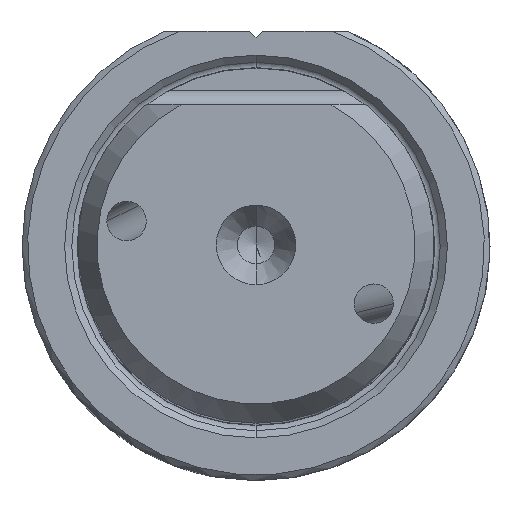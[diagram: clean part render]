
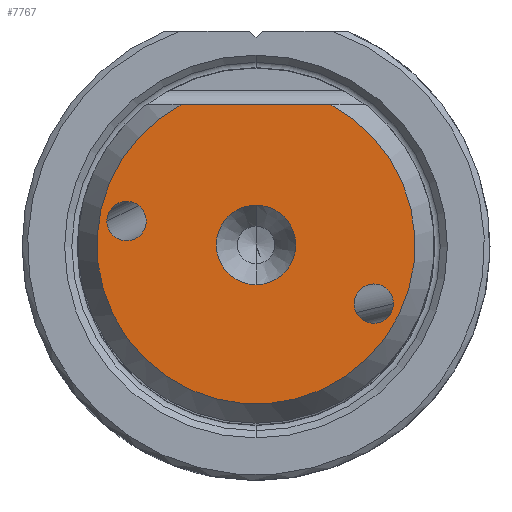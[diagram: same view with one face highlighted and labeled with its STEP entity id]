
A CAD part, top view. The second image highlights one B-rep face of the part: STEP entity #7767.
In plain terms, the highlighted planar face has unit normal (0, 0, 1).
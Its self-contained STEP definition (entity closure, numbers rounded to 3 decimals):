
#1890=CARTESIAN_POINT('',(7.343,-3.136,50.8));
#1891=CARTESIAN_POINT('',(7.343,-3.383,50.8));
#1892=CARTESIAN_POINT('',(7.186,-3.82,50.8));
#1893=CARTESIAN_POINT('',(6.68,-4.142,50.8));
#1894=CARTESIAN_POINT('',(6.291,-4.209,50.8));
#1895=CARTESIAN_POINT('',(5.903,-4.142,50.8));
#1896=CARTESIAN_POINT('',(5.397,-3.821,50.8));
#1897=CARTESIAN_POINT('',(5.24,-3.385,50.8));
#1898=CARTESIAN_POINT('',(5.24,-3.137,50.8));
#1926=CARTESIAN_POINT('',(5.24,-3.137,50.8));
#1927=CARTESIAN_POINT('',(5.24,-2.89,50.8));
#1928=CARTESIAN_POINT('',(5.397,-2.453,50.8));
#1929=CARTESIAN_POINT('',(5.903,-2.131,50.8));
#1930=CARTESIAN_POINT('',(6.291,-2.064,50.8));
#1931=CARTESIAN_POINT('',(6.68,-2.131,50.8));
#1932=CARTESIAN_POINT('',(7.186,-2.452,50.8));
#1933=CARTESIAN_POINT('',(7.343,-2.888,50.8));
#1934=CARTESIAN_POINT('',(7.343,-3.136,50.8));
#1946=DIRECTION('',(1.,0.,0.));
#1947=VECTOR('',#1946,7.893);
#1948=CARTESIAN_POINT('',(-3.947,7.525,50.8));
#1949=LINE('',#1948,#1947);
#1953=CARTESIAN_POINT('',(0.,0.,50.8));
#1954=DIRECTION('',(0.,0.,-1.));
#1955=DIRECTION('',(0.464,0.886,0.));
#1956=AXIS2_PLACEMENT_3D('',#1953,#1954,#1955);
#1961=CARTESIAN_POINT('',(0.,0.,50.8));
#1962=DIRECTION('',(0.,0.,1.));
#1963=DIRECTION('',(0.,1.,0.));
#1964=AXIS2_PLACEMENT_3D('',#1961,#1962,#1963);
#1969=CARTESIAN_POINT('',(0.,0.,50.8));
#1970=DIRECTION('',(0.,0.,1.));
#1971=DIRECTION('',(0.,-1.,0.));
#1972=AXIS2_PLACEMENT_3D('',#1969,#1970,#1971);
#2001=CARTESIAN_POINT('',(-3.947,7.525,50.8));
#4569=CARTESIAN_POINT('',(-5.862,1.276,50.8));
#4570=CARTESIAN_POINT('',(-5.862,1.028,50.8));
#4571=CARTESIAN_POINT('',(-6.019,0.592,50.8));
#4572=CARTESIAN_POINT('',(-6.525,0.27,50.8));
#4573=CARTESIAN_POINT('',(-6.913,0.202,50.8));
#4574=CARTESIAN_POINT('',(-7.302,0.269,50.8));
#4575=CARTESIAN_POINT('',(-7.808,0.59,50.8));
#4576=CARTESIAN_POINT('',(-7.965,1.026,50.8));
#4577=CARTESIAN_POINT('',(-7.965,1.274,50.8));
#4597=CARTESIAN_POINT('',(-7.965,1.274,50.8));
#4598=CARTESIAN_POINT('',(-7.965,1.521,50.8));
#4599=CARTESIAN_POINT('',(-7.808,1.958,50.8));
#4600=CARTESIAN_POINT('',(-7.302,2.28,50.8));
#4601=CARTESIAN_POINT('',(-6.913,2.347,50.8));
#4602=CARTESIAN_POINT('',(-6.525,2.281,50.8));
#4603=CARTESIAN_POINT('',(-6.019,1.96,50.8));
#4604=CARTESIAN_POINT('',(-5.862,1.524,50.8));
#4605=CARTESIAN_POINT('',(-5.862,1.276,50.8));
#5278=VERTEX_POINT('',#2001);
#5279=CARTESIAN_POINT('',(3.947,7.525,50.8));
#5280=VERTEX_POINT('',#5279);
#5288=CARTESIAN_POINT('',(0.,2.125,50.8));
#5289=CARTESIAN_POINT('',(0.,-2.125,50.8));
#5290=VERTEX_POINT('',#5288);
#5291=VERTEX_POINT('',#5289);
#5292=VERTEX_POINT('',#4569);
#5293=VERTEX_POINT('',#4577);
#5294=VERTEX_POINT('',#1890);
#5295=VERTEX_POINT('',#1898);
#7740=CARTESIAN_POINT('',(0.,-0.493,50.8));
#7741=DIRECTION('',(0.,0.,1.));
#7742=DIRECTION('',(-1.,0.,0.));
#7743=AXIS2_PLACEMENT_3D('',#7740,#7741,#7742);
#7744=PLANE('',#7743);
#7746=ORIENTED_EDGE('',*,*,#7745,.T.);
#7748=ORIENTED_EDGE('',*,*,#7747,.T.);
#7749=EDGE_LOOP('',(#7746,#7748));
#7750=FACE_OUTER_BOUND('',#7749,.F.);
#7752=ORIENTED_EDGE('',*,*,#7751,.T.);
#7754=ORIENTED_EDGE('',*,*,#7753,.T.);
#7755=EDGE_LOOP('',(#7752,#7754));
#7756=FACE_BOUND('',#7755,.F.);
#7758=ORIENTED_EDGE('',*,*,#7757,.F.);
#7760=ORIENTED_EDGE('',*,*,#7759,.F.);
#7761=EDGE_LOOP('',(#7758,#7760));
#7762=FACE_BOUND('',#7761,.F.);
#7763=ORIENTED_EDGE('',*,*,#7704,.F.);
#7764=ORIENTED_EDGE('',*,*,#7727,.F.);
#7765=EDGE_LOOP('',(#7763,#7764));
#7766=FACE_BOUND('',#7765,.F.);
#1899=B_SPLINE_CURVE_WITH_KNOTS('',3,(#1890,#1891,#1892,#1893,#1894,#1895,#1896,
#1897,#1898),.UNSPECIFIED.,.F.,.F.,(4,1,1,1,1,1,4),(0.,0.25,0.375,0.5,
0.625,0.75,1.),.UNSPECIFIED.);
#1935=B_SPLINE_CURVE_WITH_KNOTS('',3,(#1926,#1927,#1928,#1929,#1930,#1931,#1932,
#1933,#1934),.UNSPECIFIED.,.F.,.F.,(4,1,1,1,1,1,4),(0.,0.25,0.375,0.5,
0.625,0.75,1.),.UNSPECIFIED.);
#1957=CIRCLE('',#1956,8.497);
#1965=CIRCLE('',#1964,2.125);
#1973=CIRCLE('',#1972,2.125);
#4578=B_SPLINE_CURVE_WITH_KNOTS('',3,(#4569,#4570,#4571,#4572,#4573,#4574,#4575,
#4576,#4577),.UNSPECIFIED.,.F.,.F.,(4,1,1,1,1,1,4),(0.,0.25,0.375,0.5,
0.625,0.75,1.),.UNSPECIFIED.);
#4606=B_SPLINE_CURVE_WITH_KNOTS('',3,(#4597,#4598,#4599,#4600,#4601,#4602,#4603,
#4604,#4605),.UNSPECIFIED.,.F.,.F.,(4,1,1,1,1,1,4),(0.,0.25,0.375,0.5,
0.625,0.75,1.),.UNSPECIFIED.);
#7704=EDGE_CURVE('',#5294,#5295,#1899,.T.);
#7727=EDGE_CURVE('',#5295,#5294,#1935,.T.);
#7745=EDGE_CURVE('',#5278,#5280,#1949,.T.);
#7747=EDGE_CURVE('',#5280,#5278,#1957,.T.);
#7751=EDGE_CURVE('',#5290,#5291,#1965,.T.);
#7753=EDGE_CURVE('',#5291,#5290,#1973,.T.);
#7757=EDGE_CURVE('',#5292,#5293,#4578,.T.);
#7759=EDGE_CURVE('',#5293,#5292,#4606,.T.);
#7767=ADVANCED_FACE('',(#7750,#7756,#7762,#7766),#7744,.T.);
